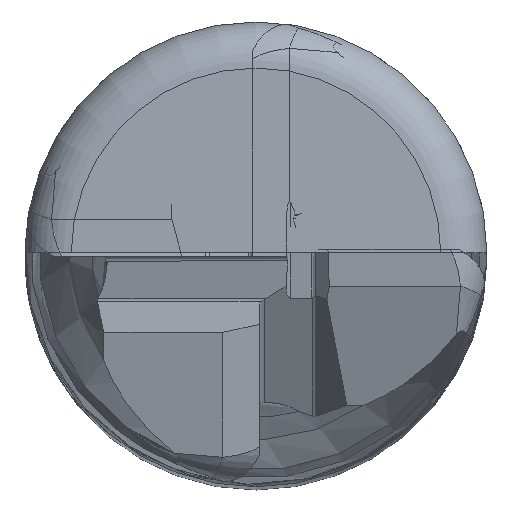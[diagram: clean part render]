
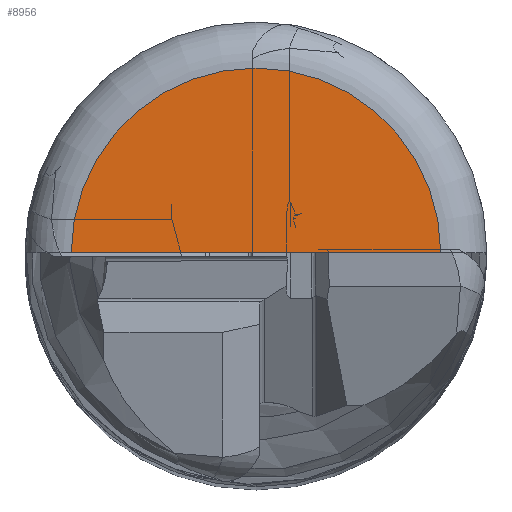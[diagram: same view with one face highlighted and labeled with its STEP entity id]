
A CAD part, top view. The second image highlights one B-rep face of the part: STEP entity #8956.
In plain terms, the highlighted planar face has unit normal (0, 0, 1).
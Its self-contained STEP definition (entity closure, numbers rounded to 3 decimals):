
#8889=DIRECTION('',(-1.,0.,0.));
#8890=VECTOR('',#8889,8.);
#8891=CARTESIAN_POINT('',(4.,0.,80.));
#8892=LINE('',#8891,#8890);
#8903=CARTESIAN_POINT('',(0.,0.,80.));
#8904=DIRECTION('',(0.,0.,1.));
#8905=DIRECTION('',(1.,0.,0.));
#8906=AXIS2_PLACEMENT_3D('',#8903,#8904,#8905);
#8931=CARTESIAN_POINT('',(-4.,0.,80.));
#8932=CARTESIAN_POINT('',(4.,0.,80.));
#8933=VERTEX_POINT('',#8931);
#8934=VERTEX_POINT('',#8932);
#8945=CARTESIAN_POINT('',(0.,0.,80.));
#8946=DIRECTION('',(0.,0.,1.));
#8947=DIRECTION('',(0.,-1.,0.));
#8948=AXIS2_PLACEMENT_3D('',#8945,#8946,#8947);
#8949=PLANE('',#8948);
#8951=ORIENTED_EDGE('',*,*,#8950,.T.);
#8953=ORIENTED_EDGE('',*,*,#8952,.F.);
#8954=EDGE_LOOP('',(#8951,#8953));
#8955=FACE_OUTER_BOUND('',#8954,.F.);
#8907=CIRCLE('',#8906,4.);
#8950=EDGE_CURVE('',#8934,#8933,#8892,.T.);
#8952=EDGE_CURVE('',#8934,#8933,#8907,.T.);
#8956=ADVANCED_FACE('',(#8955),#8949,.T.);
